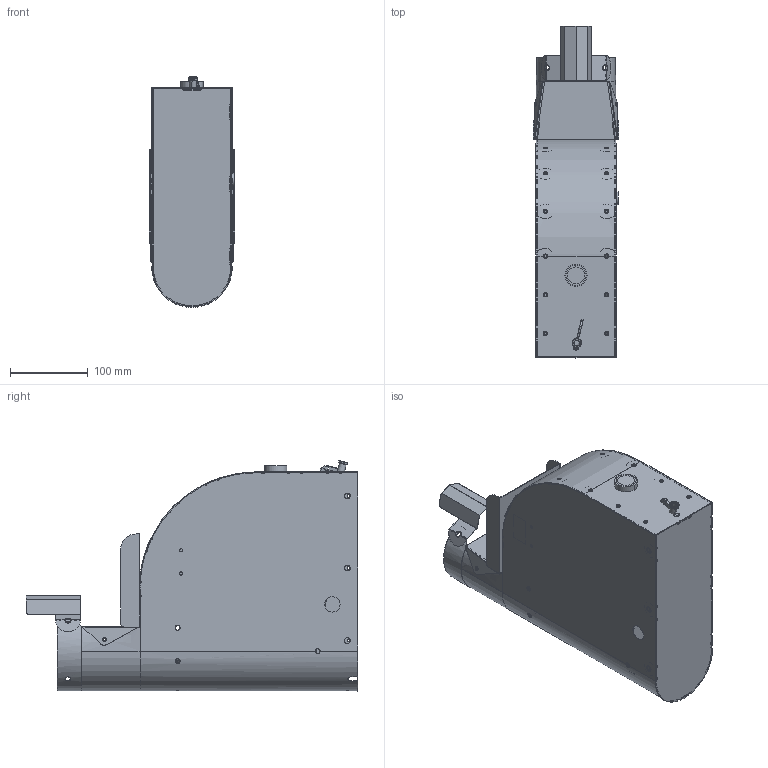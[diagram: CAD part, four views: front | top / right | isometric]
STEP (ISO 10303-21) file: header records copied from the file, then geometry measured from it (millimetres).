
FILE_DESCRIPTION(/* description */ ('VariCAD 2021-1.02 AP-214'),/* implementation_level */ '2;1');
FILE_NAME(/* name */ 'asmSub-50_Shell.stp',/* time_stamp */ '2022-06-12T20:27:49+02:00',/* author */ (''),/* organization */ (''),/* preprocessor_version */ 'VariCAD 2021-1.02',/* originating_system */ 'VariCAD 2021-1.02; kernel version (20180118)',/* authorisation */ '');
FILE_SCHEMA(('AUTOMOTIVE_DESIGN'));
Length unit declared in the file: millimetre
Products named in the file (11): asmSub-50_Shell
Assembly tree (10 placements, depth 2):
  asmSub-50_Shell
    (unnamed)
    (unnamed)
    (unnamed)
    (unnamed)
    (unnamed)
    (unnamed)
    (unnamed)
    (unnamed)
    (unnamed)
    (unnamed)
Bounding box: 110 x 427.9 x 297.54 mm (x, y, z)
Volume: 1717191.3 mm3; surface area: 786380.6 mm2
Topology: 26 solids, 29 shells, 1438 faces, 4168 edges, 2810 vertices
Faces by surface type: plane 878, cylinder 475, cone 41, torus 24, bspline 20
Entity records: 51671 total; most frequent: CARTESIAN_POINT 12963, ORIENTED_EDGE 8336, DIRECTION 7589, EDGE_CURVE 4168, VERTEX_POINT 2810, LINE 2757, VECTOR 2757, AXIS2_PLACEMENT_3D 2416
